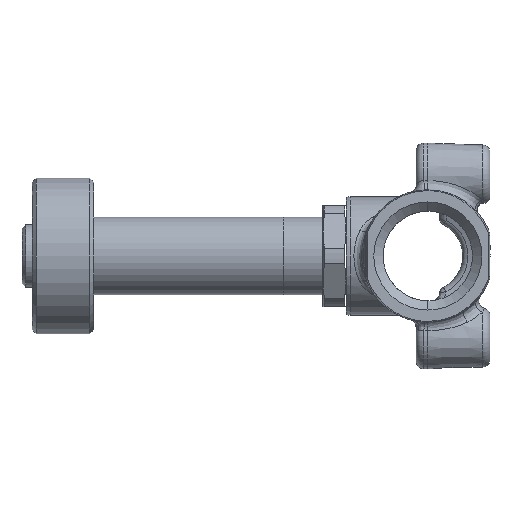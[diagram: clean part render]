
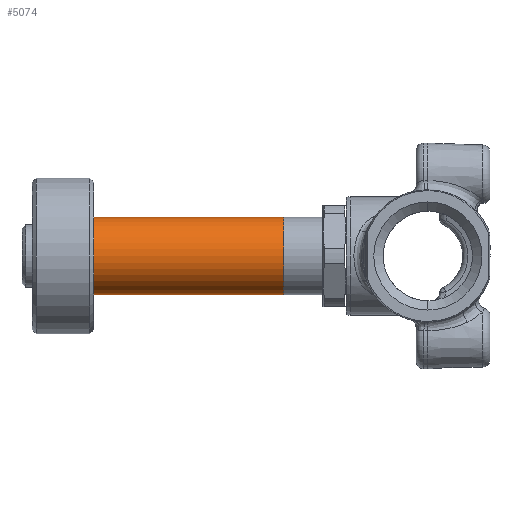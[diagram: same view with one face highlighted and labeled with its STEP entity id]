
A CAD part, left-side view. The second image highlights one B-rep face of the part: STEP entity #5074.
In plain terms, the highlighted cylindrical face has radius 5 mm (diameter 10 mm), a partial arc.
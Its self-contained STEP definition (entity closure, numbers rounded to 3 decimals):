
#294 = VECTOR ( 'NONE', #2694, 1000. ) ;
#1238 = EDGE_CURVE ( 'NONE', #13366, #11979, #8342, .T. ) ;
#1341 = CARTESIAN_POINT ( 'NONE',  ( 0., 39.1, -5. ) ) ;
#2063 = DIRECTION ( 'NONE',  ( 0., 1., 0. ) ) ;
#2553 = AXIS2_PLACEMENT_3D ( 'NONE', #8567, #7372, #12837 ) ;
#2651 = CARTESIAN_POINT ( 'NONE',  ( 0., 39.1, 5. ) ) ;
#2694 = DIRECTION ( 'NONE',  ( 0., -1., 0. ) ) ;
#3021 = CARTESIAN_POINT ( 'NONE',  ( 0., 5.4, 0. ) ) ;
#3506 = AXIS2_PLACEMENT_3D ( 'NONE', #3021, #5665, #12466 ) ;
#4048 = DIRECTION ( 'NONE',  ( 0., -1., 0. ) ) ;
#5074 = ADVANCED_FACE ( 'NONE', ( #11668 ), #13603, .T. ) ;
#5213 = VECTOR ( 'NONE', #4048, 1000. ) ;
#5665 = DIRECTION ( 'NONE',  ( 0., 1., 0. ) ) ;
#5868 = EDGE_CURVE ( 'NONE', #11680, #13049, #7242, .T. ) ;
#6244 = CARTESIAN_POINT ( 'NONE',  ( 0., 32.1, 5. ) ) ;
#7242 = CIRCLE ( 'NONE', #12095, 5. ) ;
#7372 = DIRECTION ( 'NONE',  ( 0., -1., 0. ) ) ;
#7559 = LINE ( 'NONE', #1341, #294 ) ;
#7635 = ORIENTED_EDGE ( 'NONE', *, *, #13194, .F. ) ;
#8342 = CIRCLE ( 'NONE', #3506, 5. ) ;
#8567 = CARTESIAN_POINT ( 'NONE',  ( 0., 39.1, 0. ) ) ;
#8857 = LINE ( 'NONE', #2651, #5213 ) ;
#10253 = CARTESIAN_POINT ( 'NONE',  ( 0., 32.1, 0. ) ) ;
#11627 = DIRECTION ( 'NONE',  ( 0., 0., 1. ) ) ;
#11668 = FACE_OUTER_BOUND ( 'NONE', #16738, .T. ) ;
#11680 = VERTEX_POINT ( 'NONE', #15952 ) ;
#11979 = VERTEX_POINT ( 'NONE', #13988 ) ;
#12095 = AXIS2_PLACEMENT_3D ( 'NONE', #10253, #2063, #11627 ) ;
#12167 = ORIENTED_EDGE ( 'NONE', *, *, #15080, .T. ) ;
#12466 = DIRECTION ( 'NONE',  ( 0., 0., 1. ) ) ;
#12790 = ORIENTED_EDGE ( 'NONE', *, *, #1238, .T. ) ;
#12837 = DIRECTION ( 'NONE',  ( 0., 0., -1. ) ) ;
#13049 = VERTEX_POINT ( 'NONE', #6244 ) ;
#13194 = EDGE_CURVE ( 'NONE', #13049, #11979, #8857, .T. ) ;
#13366 = VERTEX_POINT ( 'NONE', #15307 ) ;
#13603 = CYLINDRICAL_SURFACE ( 'NONE', #2553, 5. ) ;
#13988 = CARTESIAN_POINT ( 'NONE',  ( 0., 5.4, 5. ) ) ;
#15080 = EDGE_CURVE ( 'NONE', #11680, #13366, #7559, .T. ) ;
#15307 = CARTESIAN_POINT ( 'NONE',  ( 0., 5.4, -5. ) ) ;
#15819 = ORIENTED_EDGE ( 'NONE', *, *, #5868, .F. ) ;
#15952 = CARTESIAN_POINT ( 'NONE',  ( 0., 32.1, -5. ) ) ;
#16738 = EDGE_LOOP ( 'NONE', ( #7635, #15819, #12167, #12790 ) ) ;
